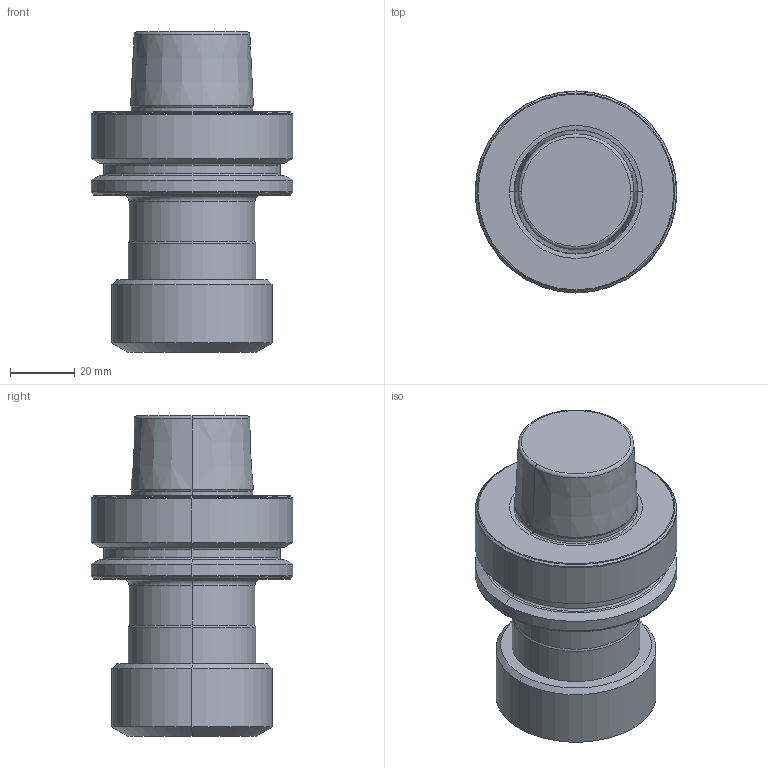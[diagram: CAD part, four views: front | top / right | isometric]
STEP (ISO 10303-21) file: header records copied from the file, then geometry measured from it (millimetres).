
FILE_DESCRIPTION (( 'STEP AP203' ), '1' );
FILE_NAME ('HSK-63F ER 32 075 2.5G25000 SL.STEP', '2019-05-29T07:08:31', ( '' ), ( '' ), 'SwSTEP 2.0', 'SolidWorks 2014', '' );
FILE_SCHEMA (( 'CONFIG_CONTROL_DESIGN' ));
Length unit declared in the file: millimetre
Products named in the file (1): HSK-63F ER 32 075 2.5G25000 SL
Bounding box: 63 x 63 x 99.9 mm (x, y, z)
Volume: 180090.7 mm3; surface area: 22541.3 mm2
Topology: 1 solids, 1 shells, 59 faces, 116 edges, 64 vertices
Faces by surface type: cone 20, torus 18, cylinder 14, plane 7
Entity records: 1589 total; most frequent: DIRECTION 318, CARTESIAN_POINT 240, ORIENTED_EDGE 232, AXIS2_PLACEMENT_3D 142, EDGE_CURVE 116, CIRCLE 82, EDGE_LOOP 64, VERTEX_POINT 64
